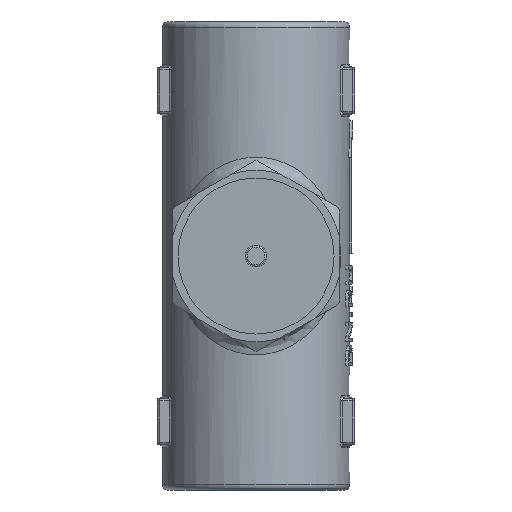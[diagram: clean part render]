
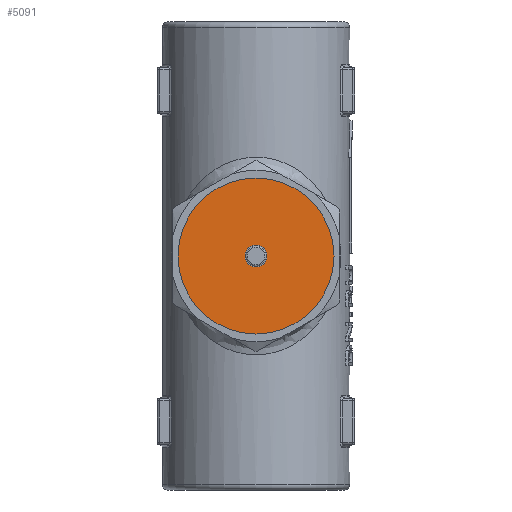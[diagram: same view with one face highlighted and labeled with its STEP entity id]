
A CAD part, front view. The second image highlights one B-rep face of the part: STEP entity #5091.
In plain terms, the highlighted planar face has unit normal (0, -1, 0).
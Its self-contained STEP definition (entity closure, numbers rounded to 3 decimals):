
#296=FACE_BOUND('',#1666,.T.);
#394=PLANE('',#5578);
#1345=FACE_OUTER_BOUND('',#1665,.T.);
#1665=EDGE_LOOP('',(#4173));
#1666=EDGE_LOOP('',(#4174));
#1937=CIRCLE('',#5579,15.);
#1938=CIRCLE('',#5580,2.1);
#2308=VERTEX_POINT('',#10056);
#2309=VERTEX_POINT('',#10058);
#2961=EDGE_CURVE('',#2308,#2308,#1937,.T.);
#2962=EDGE_CURVE('',#2309,#2309,#1938,.T.);
#4173=ORIENTED_EDGE('',*,*,#2961,.T.);
#4174=ORIENTED_EDGE('',*,*,#2962,.T.);
#5091=ADVANCED_FACE('',(#1345,#296),#394,.T.);
#5578=AXIS2_PLACEMENT_3D('',#10055,#6717,#6718);
#5579=AXIS2_PLACEMENT_3D('',#10057,#6719,#6720);
#5580=AXIS2_PLACEMENT_3D('',#10059,#6721,#6722);
#6717=DIRECTION('center_axis',(0.,-1.,0.));
#6718=DIRECTION('ref_axis',(0.,0.,-1.));
#6719=DIRECTION('center_axis',(0.,-1.,0.));
#6720=DIRECTION('ref_axis',(-1.,0.,0.));
#6721=DIRECTION('center_axis',(0.,1.,0.));
#6722=DIRECTION('ref_axis',(1.,0.,0.));
#10055=CARTESIAN_POINT('Origin',(0.,-43.,0.));
#10056=CARTESIAN_POINT('',(15.,-43.,0.));
#10057=CARTESIAN_POINT('Origin',(0.,-43.,0.));
#10058=CARTESIAN_POINT('',(-2.1,-43.,0.));
#10059=CARTESIAN_POINT('Origin',(0.,-43.,0.));
